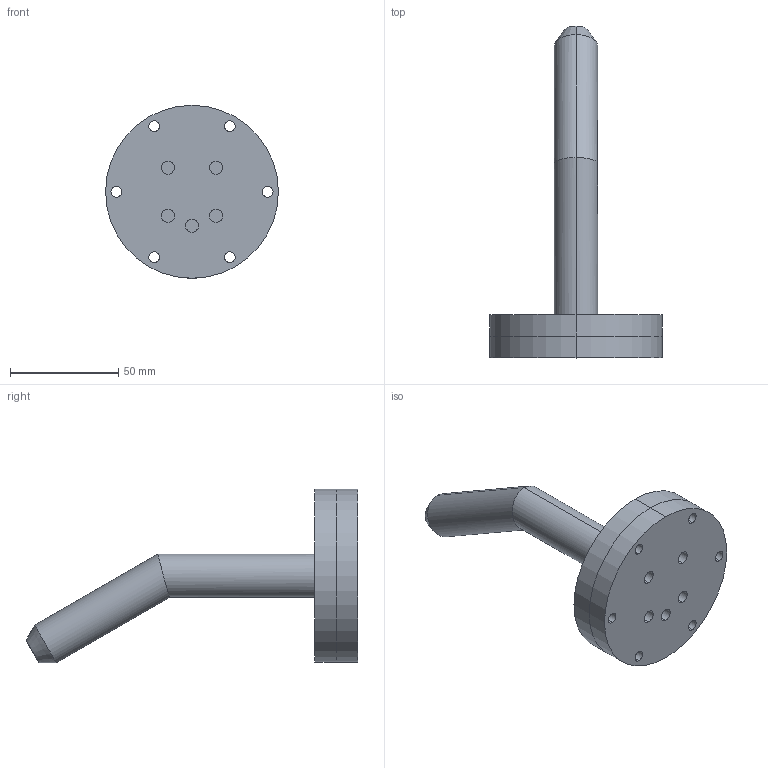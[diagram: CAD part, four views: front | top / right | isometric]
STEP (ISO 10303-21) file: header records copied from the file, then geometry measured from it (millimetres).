
FILE_DESCRIPTION (( 'STEP AP214' ), '1' );
FILE_NAME ('AssemblyWeldingTorch.STEP', '2020-04-23T11:41:08', ( '' ), ( '' ), 'SwSTEP 2.0', 'SolidWorks 2019', '' );
FILE_SCHEMA (( 'AUTOMOTIVE_DESIGN' ));
Length unit declared in the file: millimetre
Products named in the file (3): AssemblyWeldingTorch; FacePlate; WeldingTorch
Assembly tree (2 placements, depth 2):
  AssemblyWeldingTorch
    FacePlate
    WeldingTorch
Bounding box: 80 x 153.62 x 80.2 mm (x, y, z)
Volume: 138292.4 mm3; surface area: 36145.4 mm2
Topology: 2 solids, 2 shells, 61 faces, 152 edges, 100 vertices
Faces by surface type: cylinder 50, plane 9, cone 2
Entity records: 2050 total; most frequent: DIRECTION 380, CARTESIAN_POINT 324, ORIENTED_EDGE 304, AXIS2_PLACEMENT_3D 164, EDGE_CURVE 152, EDGE_LOOP 100, VERTEX_POINT 100, CIRCLE 98
